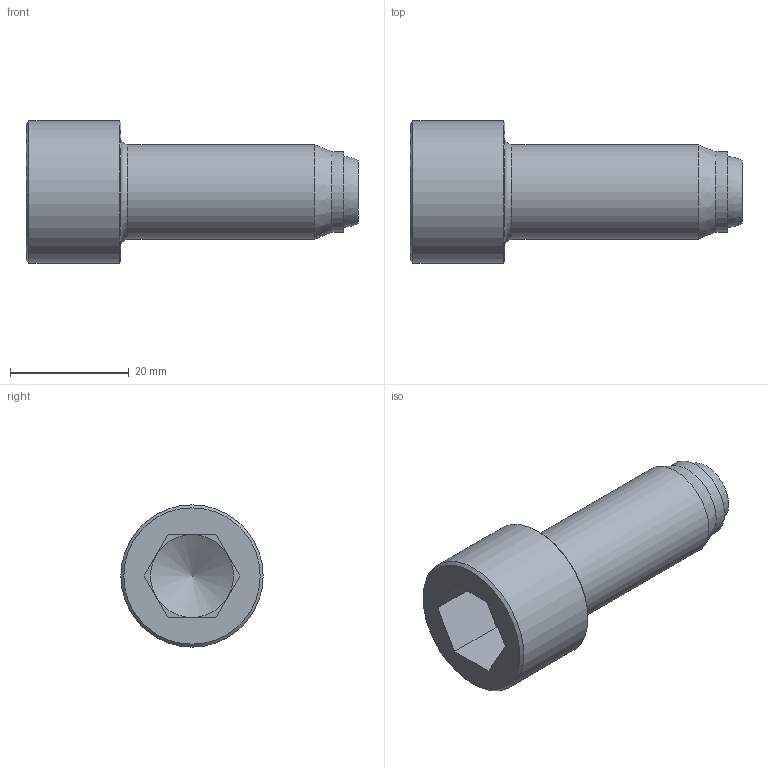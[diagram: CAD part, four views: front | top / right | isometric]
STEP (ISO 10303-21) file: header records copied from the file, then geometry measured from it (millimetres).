
FILE_DESCRIPTION( ( 'STEP AP214' ), '1' );
FILE_NAME( 'K0380.41640_0.stp', '2020-12-07T09:30:58', ( '' ), ( '' ), ' ', 'PARTsolutions', ' ' );
FILE_SCHEMA( ( 'AUTOMOTIVE_DESIGN { 1 0 10303 214 1 1 1 1 }' ) );
Length unit declared in the file: millimetre
Products named in the file (1): _K0380.41640_0
Bounding box: 56 x 24 x 24 mm (x, y, z)
Volume: 12947.7 mm3; surface area: 4446.3 mm2
Topology: 1 solids, 1 shells, 25 faces, 53 edges, 32 vertices
Faces by surface type: plane 16, cone 4, cylinder 3, torus 1, sphere 1
Full cylindrical faces by diameter (mm): 13.546 x1, 16 x1, 24 x1
Entity records: 812 total; most frequent: DIRECTION 110, CARTESIAN_POINT 97, ORIENTED_EDGE 82, AXIS2_PLACEMENT_3D 43, EDGE_CURVE 41, EDGE_LOOP 36, FACE_OUTER_BOUND 30, VERTEX_POINT 30
